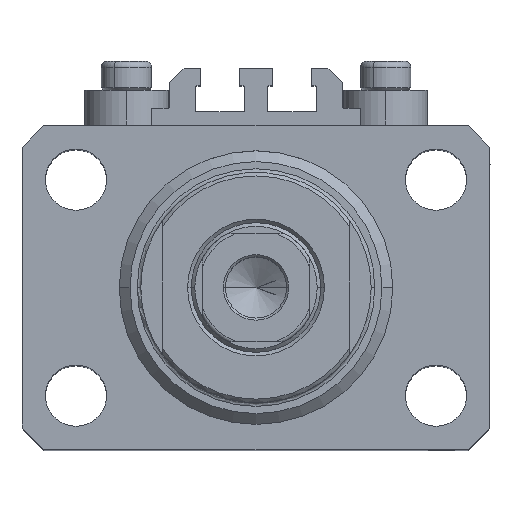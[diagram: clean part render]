
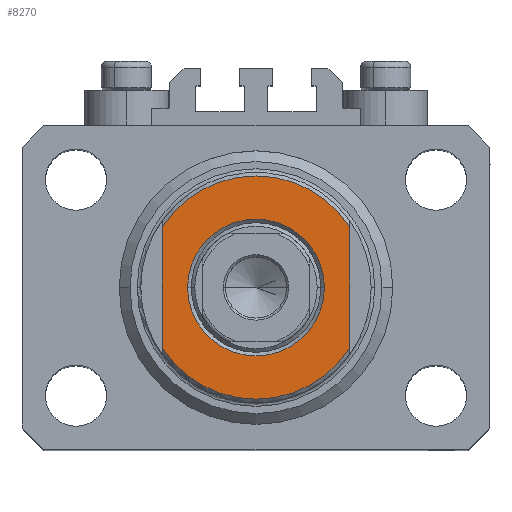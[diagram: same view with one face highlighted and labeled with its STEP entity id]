
A CAD part, top view. The second image highlights one B-rep face of the part: STEP entity #8270.
In plain terms, the highlighted face is planar.
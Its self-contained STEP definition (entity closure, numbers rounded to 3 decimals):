
#697 = CARTESIAN_POINT ( 'NONE',  ( 9.5, 0., -6.5 ) ) ;
#2404 = VERTEX_POINT ( 'NONE', #19081 ) ;
#3264 = DIRECTION ( 'NONE',  ( 0., 0., -1. ) ) ;
#3328 = CARTESIAN_POINT ( 'NONE',  ( 0., 0., -6.5 ) ) ;
#3580 = CARTESIAN_POINT ( 'NONE',  ( 13., -43.081, -6.5 ) ) ;
#5295 = ORIENTED_EDGE ( 'NONE', *, *, #35410, .T. ) ;
#6282 = CIRCLE ( 'NONE', #37699, 9.5 ) ;
#8270 = ADVANCED_FACE ( 'NONE', ( #26766, #23643 ), #15749, .T. ) ;
#10042 = CARTESIAN_POINT ( 'NONE',  ( -13., -8.441, -6.5 ) ) ;
#10336 = DIRECTION ( 'NONE',  ( 0., -1., 0. ) ) ;
#11325 = VERTEX_POINT ( 'NONE', #22005 ) ;
#12390 = DIRECTION ( 'NONE',  ( -1., 0., 0. ) ) ;
#12688 = VECTOR ( 'NONE', #10336, 1000. ) ;
#12706 = EDGE_CURVE ( 'NONE', #34966, #43995, #32436, .T. ) ;
#13737 = EDGE_LOOP ( 'NONE', ( #20880, #41923 ) ) ;
#14548 = VERTEX_POINT ( 'NONE', #26381 ) ;
#14964 = EDGE_CURVE ( 'NONE', #11325, #43156, #20078, .T. ) ;
#15749 = PLANE ( 'NONE',  #21512 ) ;
#16905 = DIRECTION ( 'NONE',  ( 0., 0., 1. ) ) ;
#16913 = VECTOR ( 'NONE', #34696, 1000. ) ;
#17391 = EDGE_CURVE ( 'NONE', #43995, #34966, #6282, .T. ) ;
#17902 = AXIS2_PLACEMENT_3D ( 'NONE', #27447, #16905, #28147 ) ;
#17978 = DIRECTION ( 'NONE',  ( 0., 0., 1. ) ) ;
#18698 = DIRECTION ( 'NONE',  ( -1., 0., 0. ) ) ;
#19081 = CARTESIAN_POINT ( 'NONE',  ( 13., -8.441, -6.5 ) ) ;
#20078 = LINE ( 'NONE', #27493, #16913 ) ;
#20880 = ORIENTED_EDGE ( 'NONE', *, *, #12706, .T. ) ;
#21512 = AXIS2_PLACEMENT_3D ( 'NONE', #45483, #27002, #12390 ) ;
#22005 = CARTESIAN_POINT ( 'NONE',  ( -13., 8.441, -6.5 ) ) ;
#23155 = AXIS2_PLACEMENT_3D ( 'NONE', #24877, #3264, #32052 ) ;
#23643 = FACE_OUTER_BOUND ( 'NONE', #43689, .T. ) ;
#24862 = EDGE_CURVE ( 'NONE', #11325, #14548, #29062, .T. ) ;
#24877 = CARTESIAN_POINT ( 'NONE',  ( 0., 0., -6.5 ) ) ;
#26381 = CARTESIAN_POINT ( 'NONE',  ( 13., 8.441, -6.5 ) ) ;
#26483 = ORIENTED_EDGE ( 'NONE', *, *, #42794, .T. ) ;
#26766 = FACE_BOUND ( 'NONE', #13737, .T. ) ;
#26787 = AXIS2_PLACEMENT_3D ( 'NONE', #36631, #43355, #33017 ) ;
#27002 = DIRECTION ( 'NONE',  ( 0., 0., -1. ) ) ;
#27447 = CARTESIAN_POINT ( 'NONE',  ( 0., 0., -6.5 ) ) ;
#27493 = CARTESIAN_POINT ( 'NONE',  ( -13., -43.081, -6.5 ) ) ;
#28147 = DIRECTION ( 'NONE',  ( -1., 0., 0. ) ) ;
#29062 = CIRCLE ( 'NONE', #26787, 15.5 ) ;
#29210 = ORIENTED_EDGE ( 'NONE', *, *, #14964, .F. ) ;
#32052 = DIRECTION ( 'NONE',  ( -1., 0., 0. ) ) ;
#32436 = CIRCLE ( 'NONE', #17902, 9.5 ) ;
#33017 = DIRECTION ( 'NONE',  ( -1., 0., 0. ) ) ;
#34071 = CARTESIAN_POINT ( 'NONE',  ( -9.5, 0., -6.5 ) ) ;
#34696 = DIRECTION ( 'NONE',  ( 0., -1., 0. ) ) ;
#34966 = VERTEX_POINT ( 'NONE', #34071 ) ;
#35410 = EDGE_CURVE ( 'NONE', #2404, #43156, #46877, .T. ) ;
#36631 = CARTESIAN_POINT ( 'NONE',  ( 0., 0., -6.5 ) ) ;
#37699 = AXIS2_PLACEMENT_3D ( 'NONE', #3328, #17978, #18698 ) ;
#41923 = ORIENTED_EDGE ( 'NONE', *, *, #17391, .T. ) ;
#42794 = EDGE_CURVE ( 'NONE', #14548, #2404, #47250, .T. ) ;
#43156 = VERTEX_POINT ( 'NONE', #10042 ) ;
#43355 = DIRECTION ( 'NONE',  ( 0., 0., -1. ) ) ;
#43689 = EDGE_LOOP ( 'NONE', ( #43769, #26483, #5295, #29210 ) ) ;
#43769 = ORIENTED_EDGE ( 'NONE', *, *, #24862, .T. ) ;
#43995 = VERTEX_POINT ( 'NONE', #697 ) ;
#45483 = CARTESIAN_POINT ( 'NONE',  ( 0., 0., -6.5 ) ) ;
#46877 = CIRCLE ( 'NONE', #23155, 15.5 ) ;
#47250 = LINE ( 'NONE', #3580, #12688 ) ;
